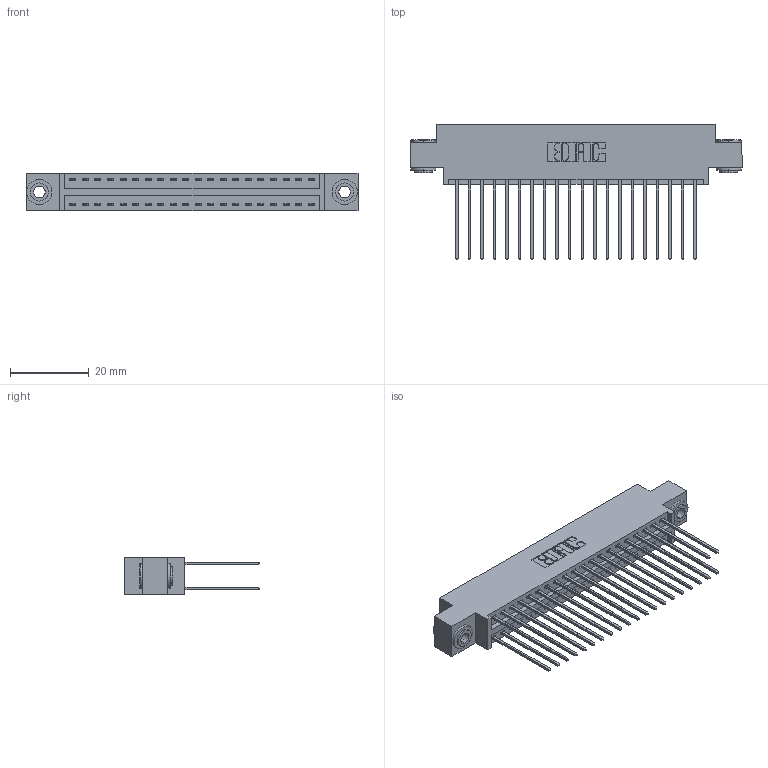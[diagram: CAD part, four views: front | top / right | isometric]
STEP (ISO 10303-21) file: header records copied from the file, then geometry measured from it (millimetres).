
FILE_DESCRIPTION (( 'STEP AP203' ), '1' );
FILE_NAME ('346-040-541-803.STEP', '2022-05-20T02:15:03', ( '' ), ( '' ), 'SwSTEP 2.0', 'SolidWorks 2020', '' );
FILE_SCHEMA (( 'CONFIG_CONTROL_DESIGN' ));
Length unit declared in the file: inch
Products named in the file (4): 345-250-002_345-250-002-102; 346-040-541-803; 345-292-001_345-293-141; 346 Part_0.170 Offset - 0.156 Dia-TH
Assembly tree (43 placements, depth 2):
  346-040-541-803
    346 Part_0.170 Offset - 0.156 Dia-TH
    345-292-001_345-293-141  x40
    345-250-002_345-250-002-102  x2
Bounding box: 84.07 x 34.29 x 9.4 mm (x, y, z)
Volume: 8103.6 mm3; surface area: 12322 mm2
Topology: 43 solids, 43 shells, 2258 faces, 6653 edges, 4378 vertices
Faces by surface type: plane 1504, cylinder 746, cone 8
Entity records: 17230 total; most frequent: CARTESIAN_POINT 2853, ORIENTED_EDGE 2778, DIRECTION 2595, EDGE_CURVE 1389, VECTOR 1153, LINE 1153, VERTEX_POINT 922, AXIS2_PLACEMENT_3D 721
